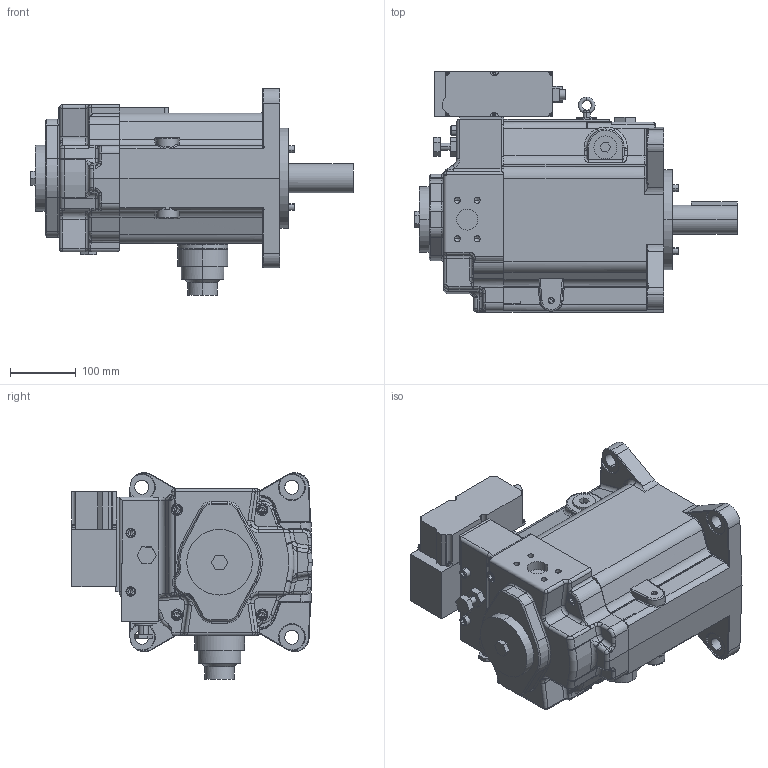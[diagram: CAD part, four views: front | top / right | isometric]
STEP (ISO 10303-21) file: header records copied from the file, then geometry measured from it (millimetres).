
FILE_DESCRIPTION (( 'STEP AP203' ), '1' );
FILE_NAME ('A145_FR04EH_LS_60_ASSY.STEP', '2022-02-25T03:36:30', ( '' ), ( '' ), 'SwSTEP 2.0', 'SolidWorks 2019', '' );
FILE_SCHEMA (( 'CONFIG_CONTROL_DESIGN' ));
Length unit declared in the file: millimetre
Products named in the file (3): A145_FR04EH_LS_60_ASSY; Prop valve -(OBE)-A70A90A145; A145FR04E-60
Assembly tree (2 placements, depth 2):
  A145_FR04EH_LS_60_ASSY
    A145FR04E-60
    Prop valve -(OBE)-A70A90A145
Bounding box: 491.5 x 366 x 315 mm (x, y, z)
Volume: 16678525.3 mm3; surface area: 804974.3 mm2
Topology: 16 solids, 33 shells, 1408 faces, 3301 edges, 1966 vertices
Faces by surface type: plane 581, cylinder 458, cone 155, torus 123, bspline 80, sphere 11
Entity records: 55590 total; most frequent: CARTESIAN_POINT 25270, ORIENTED_EDGE 6404, DIRECTION 5769, EDGE_CURVE 3202, AXIS2_PLACEMENT_3D 2174, VERTEX_POINT 1964, EDGE_LOOP 1524, VECTOR 1421
